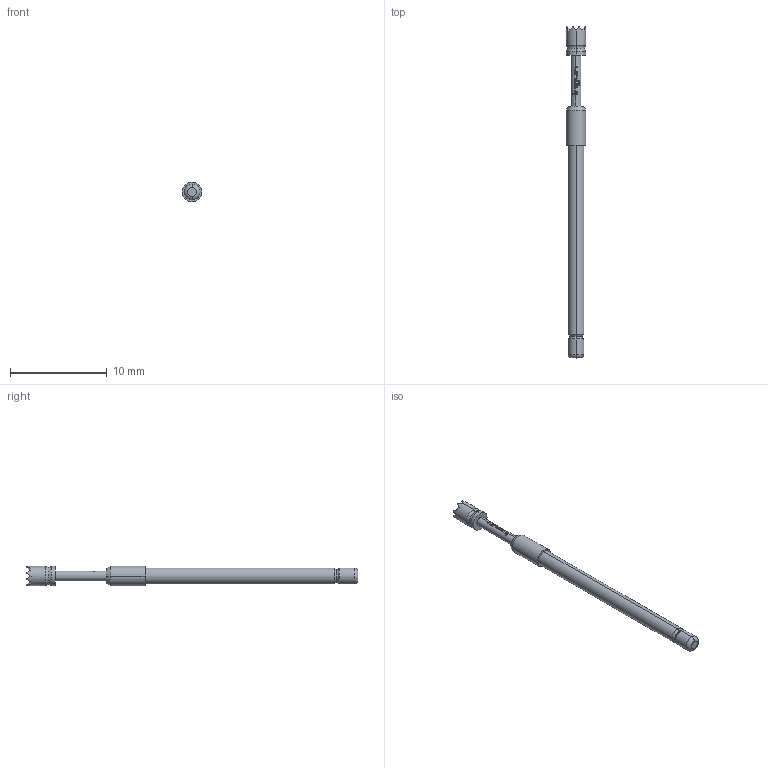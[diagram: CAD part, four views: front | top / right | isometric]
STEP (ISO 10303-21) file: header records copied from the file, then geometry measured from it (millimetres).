
FILE_DESCRIPTION (( 'STEP AP203' ), '1' );
FILE_NAME ('INGUN_HSS-118_306_200_A_xx04.STEP', '2022-02-02T07:12:23', ( 'ochi' ), ( '' ), 'SwSTEP 2.0', 'SolidWorks 2018', '' );
FILE_SCHEMA (( 'CONFIG_CONTROL_DESIGN' ));
Length unit declared in the file: millimetre
Products named in the file (1): INGUN_HSS-118_306_200_A_xx04
Bounding box: 2 x 34.3 x 2 mm (x, y, z)
Volume: 71.2 mm3; surface area: 185.4 mm2
Topology: 1 solids, 1 shells, 156 faces, 375 edges, 225 vertices
Faces by surface type: plane 69, bspline 53, cylinder 22, torus 10, cone 2
Entity records: 5512 total; most frequent: CARTESIAN_POINT 2476, ORIENTED_EDGE 750, DIRECTION 387, EDGE_CURVE 375, VERTEX_POINT 225, B_SPLINE_CURVE_WITH_KNOTS 204, EDGE_LOOP 160, ADVANCED_FACE 156
